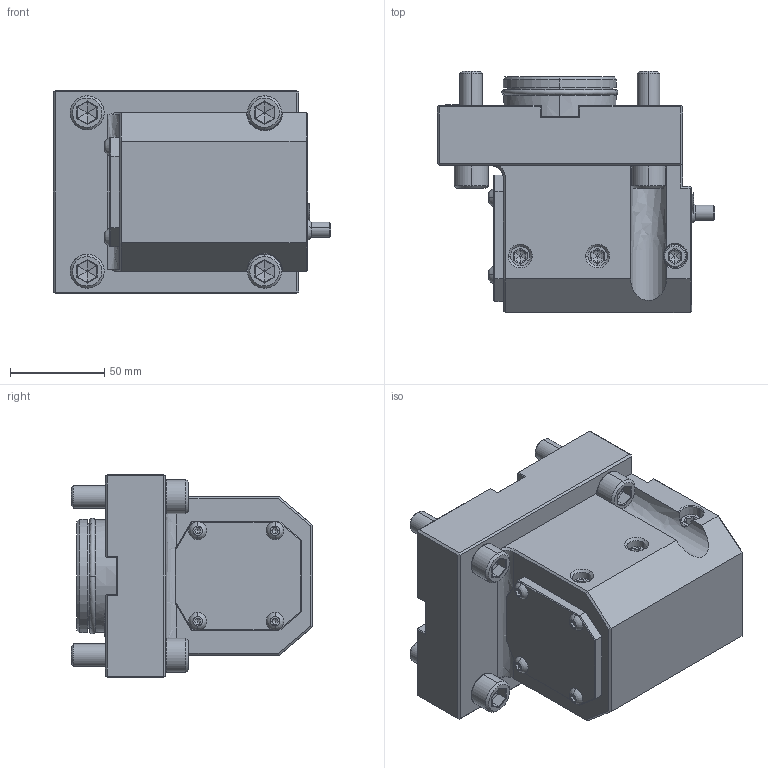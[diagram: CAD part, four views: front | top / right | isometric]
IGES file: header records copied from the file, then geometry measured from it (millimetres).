
Start section:  PTC IGES file: ngt_id_60_40_80_ms.igs
Global section: file name: ngt_id_60_40_80_ms.igs; native system: Pro/ENGINEER by Parametric Technology Corporation; preprocessor: 2010280; author: vali; organization: Unknown; date: 20230524.081324; units: millimetre
Bounding box: 147.09 x 128 x 108 mm (x, y, z)
Volume: 974310.1 mm3; surface area: 112980 mm2
Topology: 2 solids, 2 shells, 646 faces, 1483 edges, 836 vertices
Faces by surface type: bspline 345, revolution 301
